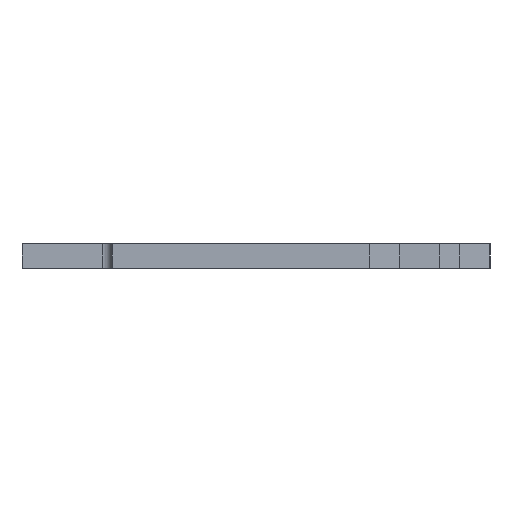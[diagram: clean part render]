
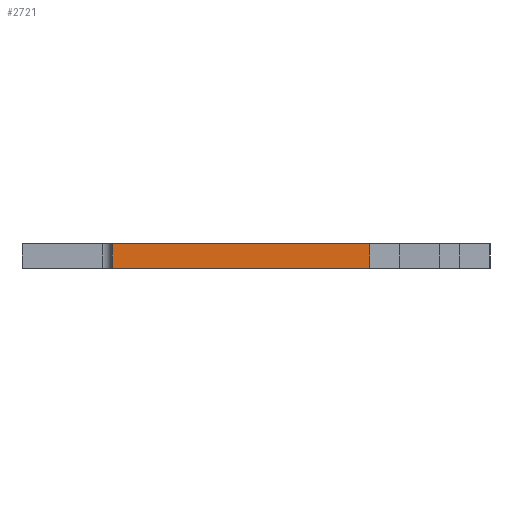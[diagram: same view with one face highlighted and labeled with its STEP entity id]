
A CAD part, left-side view. The second image highlights one B-rep face of the part: STEP entity #2721.
In plain terms, the highlighted planar face has unit normal (-1, 0, 0).
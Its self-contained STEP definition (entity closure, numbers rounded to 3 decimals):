
#179 = VERTEX_POINT('',#180);
#180 = CARTESIAN_POINT('',(-50.,-31.17,0.));
#186 = EDGE_CURVE('',#187,#179,#189,.T.);
#187 = VERTEX_POINT('',#188);
#188 = CARTESIAN_POINT('',(-50.,-44.,0.));
#189 = LINE('',#190,#191);
#190 = CARTESIAN_POINT('',(-50.,-44.,0.));
#191 = VECTOR('',#192,1.);
#192 = DIRECTION('',(0.,1.,0.));
#1385 = VERTEX_POINT('',#1386);
#1386 = CARTESIAN_POINT('',(-50.,-31.17,1.2));
#1392 = EDGE_CURVE('',#1393,#1385,#1395,.T.);
#1393 = VERTEX_POINT('',#1394);
#1394 = CARTESIAN_POINT('',(-50.,-44.,1.2));
#1395 = LINE('',#1396,#1397);
#1396 = CARTESIAN_POINT('',(-50.,-44.,1.2));
#1397 = VECTOR('',#1398,1.);
#1398 = DIRECTION('',(0.,1.,0.));
#2691 = EDGE_CURVE('',#179,#1385,#2692,.T.);
#2692 = LINE('',#2693,#2694);
#2693 = CARTESIAN_POINT('',(-50.,-31.17,0.));
#2694 = VECTOR('',#2695,1.);
#2695 = DIRECTION('',(0.,0.,1.));
#2721 = ADVANCED_FACE('',(#2722),#2733,.T.);
#2722 = FACE_BOUND('',#2723,.T.);
#2723 = EDGE_LOOP('',(#2724,#2730,#2731,#2732));
#2724 = ORIENTED_EDGE('',*,*,#2725,.T.);
#2725 = EDGE_CURVE('',#187,#1393,#2726,.T.);
#2726 = LINE('',#2727,#2728);
#2727 = CARTESIAN_POINT('',(-50.,-44.,0.));
#2728 = VECTOR('',#2729,1.);
#2729 = DIRECTION('',(0.,0.,1.));
#2730 = ORIENTED_EDGE('',*,*,#1392,.T.);
#2731 = ORIENTED_EDGE('',*,*,#2691,.F.);
#2732 = ORIENTED_EDGE('',*,*,#186,.F.);
#2733 = PLANE('',#2734);
#2734 = AXIS2_PLACEMENT_3D('',#2735,#2736,#2737);
#2735 = CARTESIAN_POINT('',(-50.,-44.,0.));
#2736 = DIRECTION('',(-1.,0.,0.));
#2737 = DIRECTION('',(0.,1.,0.));
